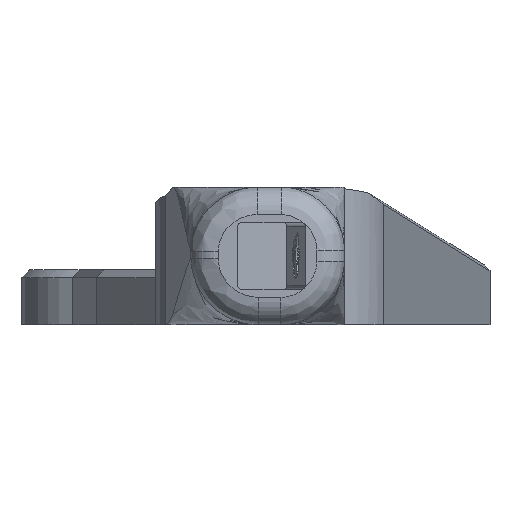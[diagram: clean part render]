
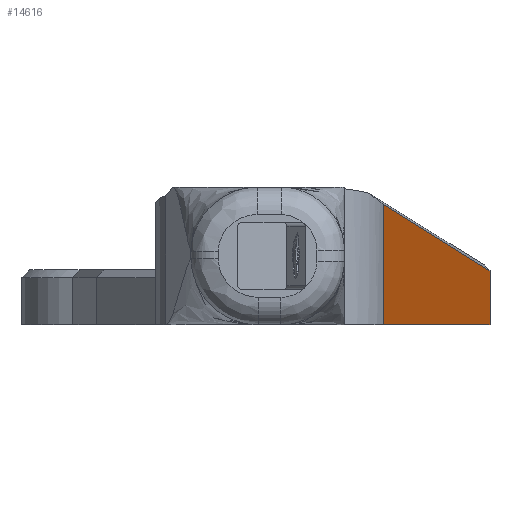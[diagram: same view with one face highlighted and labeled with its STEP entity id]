
A CAD part, left-side view. The second image highlights one B-rep face of the part: STEP entity #14616.
In plain terms, the highlighted planar face has unit normal (-0.249, -0.969, 0).
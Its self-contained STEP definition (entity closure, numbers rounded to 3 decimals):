
#601 = ORIENTED_EDGE ( 'NONE', *, *, #16220, .F. ) ;
#1142 = ORIENTED_EDGE ( 'NONE', *, *, #11531, .T. ) ;
#3152 = DIRECTION ( 'NONE',  ( 0.249, 0.969, 0. ) ) ;
#3416 = DIRECTION ( 'NONE',  ( 0., 0., -1. ) ) ;
#4041 = EDGE_CURVE ( 'NONE', #11990, #15006, #19665, .T. ) ;
#4053 = DIRECTION ( 'NONE',  ( -0.957, 0.246, 0.153 ) ) ;
#4073 = VECTOR ( 'NONE', #20032, 1000. ) ;
#6879 = CARTESIAN_POINT ( 'NONE',  ( -23.51, -91.516, 35. ) ) ;
#7653 = CARTESIAN_POINT ( 'NONE',  ( -8., -95.5, 35. ) ) ;
#8093 = VECTOR ( 'NONE', #4053, 1000. ) ;
#8163 = LINE ( 'NONE', #20040, #8093 ) ;
#8813 = FACE_OUTER_BOUND ( 'NONE', #10517, .T. ) ;
#8945 = LINE ( 'NONE', #21084, #22936 ) ;
#9342 = VERTEX_POINT ( 'NONE', #15922 ) ;
#10232 = CARTESIAN_POINT ( 'NONE',  ( -23.51, -91.516, 0. ) ) ;
#10517 = EDGE_LOOP ( 'NONE', ( #21134, #11069, #1142, #601 ) ) ;
#11069 = ORIENTED_EDGE ( 'NONE', *, *, #16313, .T. ) ;
#11531 = EDGE_CURVE ( 'NONE', #9342, #13873, #8945, .T. ) ;
#11990 = VERTEX_POINT ( 'NONE', #15592 ) ;
#13873 = VERTEX_POINT ( 'NONE', #23776 ) ;
#14616 = ADVANCED_FACE ( 'NONE', ( #8813 ), #22640, .F. ) ;
#15006 = VERTEX_POINT ( 'NONE', #23274 ) ;
#15592 = CARTESIAN_POINT ( 'NONE',  ( -8., -95.5, 13.703 ) ) ;
#15922 = CARTESIAN_POINT ( 'NONE',  ( -113.364, -68.432, 30.594 ) ) ;
#16220 = EDGE_CURVE ( 'NONE', #15006, #13873, #21732, .T. ) ;
#16313 = EDGE_CURVE ( 'NONE', #11990, #9342, #8163, .T. ) ;
#16962 = DIRECTION ( 'NONE',  ( 0.969, -0.249, 0. ) ) ;
#17208 = VECTOR ( 'NONE', #20303, 1000. ) ;
#18006 = AXIS2_PLACEMENT_3D ( 'NONE', #6879, #3152, #16962 ) ;
#19665 = LINE ( 'NONE', #7653, #4073 ) ;
#20032 = DIRECTION ( 'NONE',  ( 0., 0., -1. ) ) ;
#20040 = CARTESIAN_POINT ( 'NONE',  ( -113.596, -68.373, 30.631 ) ) ;
#20303 = DIRECTION ( 'NONE',  ( -0.969, 0.249, 0. ) ) ;
#21084 = CARTESIAN_POINT ( 'NONE',  ( -113.364, -68.432, 35. ) ) ;
#21134 = ORIENTED_EDGE ( 'NONE', *, *, #4041, .F. ) ;
#21732 = LINE ( 'NONE', #10232, #17208 ) ;
#22640 = PLANE ( 'NONE',  #18006 ) ;
#22936 = VECTOR ( 'NONE', #3416, 1000. ) ;
#23274 = CARTESIAN_POINT ( 'NONE',  ( -8., -95.5, 0. ) ) ;
#23776 = CARTESIAN_POINT ( 'NONE',  ( -113.364, -68.432, 0. ) ) ;
